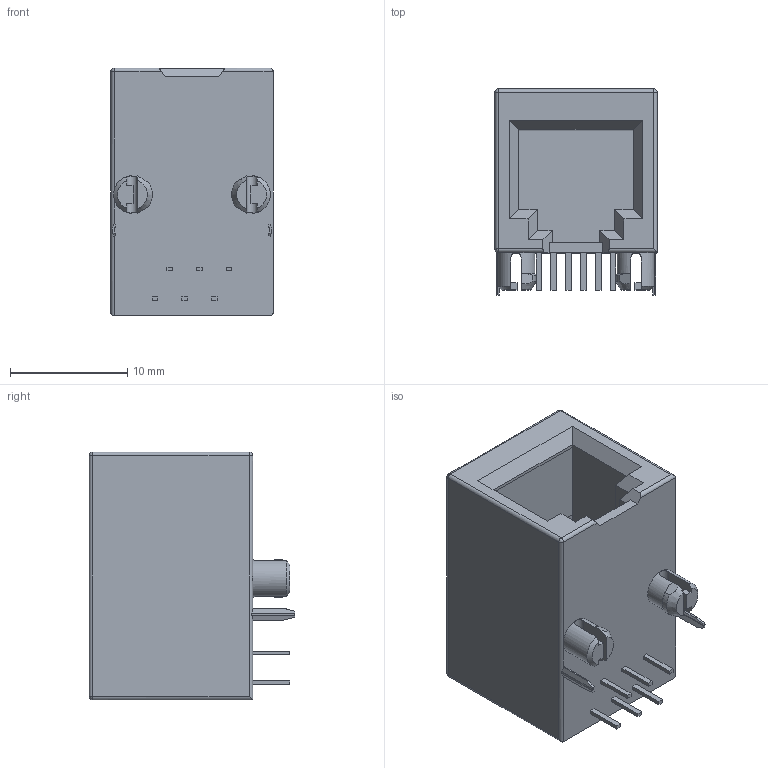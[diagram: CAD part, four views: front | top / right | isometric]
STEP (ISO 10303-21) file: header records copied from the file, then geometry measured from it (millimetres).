
FILE_DESCRIPTION( ( 'STEP AP214' ), '1' );
FILE_NAME( 'psolqas_2196_39.stp', '2022-01-10T15:07:50', ( 'License CC BY-ND 4.0' ), ( 'CADENAS' ), ' ', 'PARTsolutions', ' ' );
FILE_SCHEMA( ( 'AUTOMOTIVE_DESIGN { 1 0 10303 214 1 1 1 1 }' ) );
Length unit declared in the file: metre
Products named in the file (1): 1
Bounding box: 13.84 x 17.58 x 21.16 mm (x, y, z)
Volume: 3174.1 mm3; surface area: 2093 mm2
Topology: 1 solids, 1 shells, 140 faces, 359 edges, 229 vertices
Faces by surface type: plane 101, cylinder 24, cone 10, sphere 5
Entity records: 4372 total; most frequent: CARTESIAN_POINT 1018, ORIENTED_EDGE 718, DIRECTION 639, EDGE_CURVE 359, LINE 271, VECTOR 271, VERTEX_POINT 229, AXIS2_PLACEMENT_3D 184
